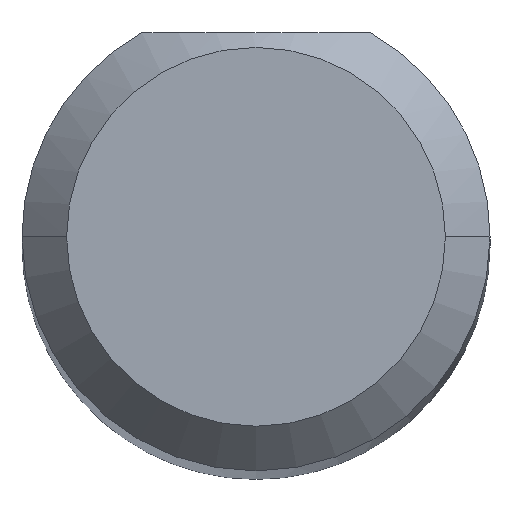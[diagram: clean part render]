
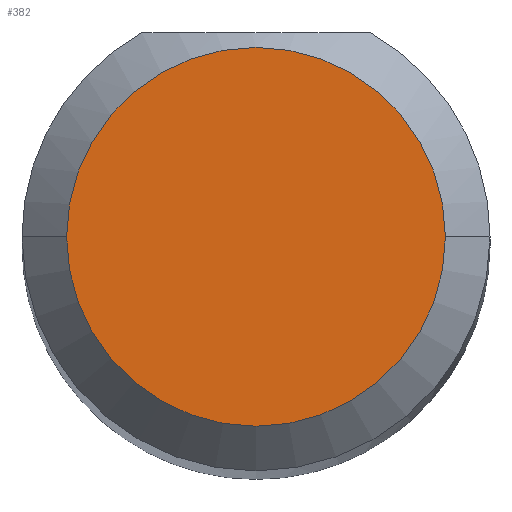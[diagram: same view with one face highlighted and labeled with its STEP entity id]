
A CAD part, top view. The second image highlights one B-rep face of the part: STEP entity #382.
In plain terms, the highlighted planar face has unit normal (0, 0, 1).
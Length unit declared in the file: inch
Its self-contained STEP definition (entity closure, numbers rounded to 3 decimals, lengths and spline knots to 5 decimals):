
#47 = PLANE ( 'NONE',  #319 ) ;
#65 = ORIENTED_EDGE ( 'NONE', *, *, #446, .T. ) ;
#79 = DIRECTION ( 'NONE',  ( 0., 0., 1. ) ) ;
#93 = CARTESIAN_POINT ( 'NONE',  ( 0., 0., 1.9685 ) ) ;
#136 = CIRCLE ( 'NONE', #494, 0.06374 ) ;
#137 = DIRECTION ( 'NONE',  ( 0., 0., 1. ) ) ;
#167 = CARTESIAN_POINT ( 'NONE',  ( -0.06374, 0., 1.9685 ) ) ;
#191 = CARTESIAN_POINT ( 'NONE',  ( 0.06374, 0., 1.9685 ) ) ;
#213 = DIRECTION ( 'NONE',  ( 0., 0., 1. ) ) ;
#225 = ORIENTED_EDGE ( 'NONE', *, *, #410, .T. ) ;
#236 = AXIS2_PLACEMENT_3D ( 'NONE', #453, #137, #408 ) ;
#242 = CIRCLE ( 'NONE', #236, 0.06374 ) ;
#278 = VERTEX_POINT ( 'NONE', #191 ) ;
#283 = CARTESIAN_POINT ( 'NONE',  ( 0., 0., 1.9685 ) ) ;
#319 = AXIS2_PLACEMENT_3D ( 'NONE', #93, #213, #469 ) ;
#356 = VERTEX_POINT ( 'NONE', #167 ) ;
#362 = DIRECTION ( 'NONE',  ( 1., 0., 0. ) ) ;
#372 = EDGE_LOOP ( 'NONE', ( #65, #225 ) ) ;
#382 = ADVANCED_FACE ( 'NONE', ( #510 ), #47, .T. ) ;
#408 = DIRECTION ( 'NONE',  ( 1., 0., 0. ) ) ;
#410 = EDGE_CURVE ( 'NONE', #278, #356, #242, .T. ) ;
#446 = EDGE_CURVE ( 'NONE', #356, #278, #136, .T. ) ;
#453 = CARTESIAN_POINT ( 'NONE',  ( 0., 0., 1.9685 ) ) ;
#469 = DIRECTION ( 'NONE',  ( 1., 0., 0. ) ) ;
#494 = AXIS2_PLACEMENT_3D ( 'NONE', #283, #79, #362 ) ;
#510 = FACE_OUTER_BOUND ( 'NONE', #372, .T. ) ;
